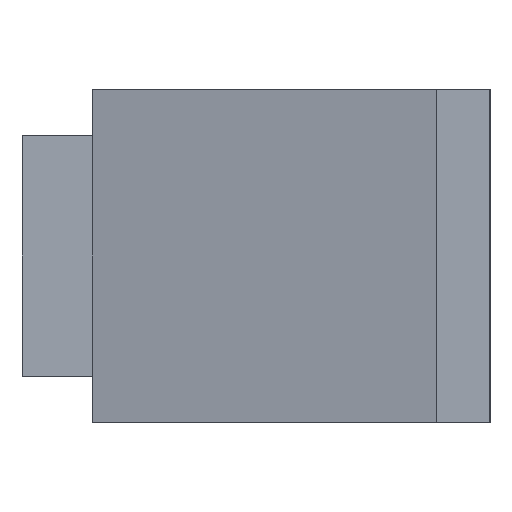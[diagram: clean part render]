
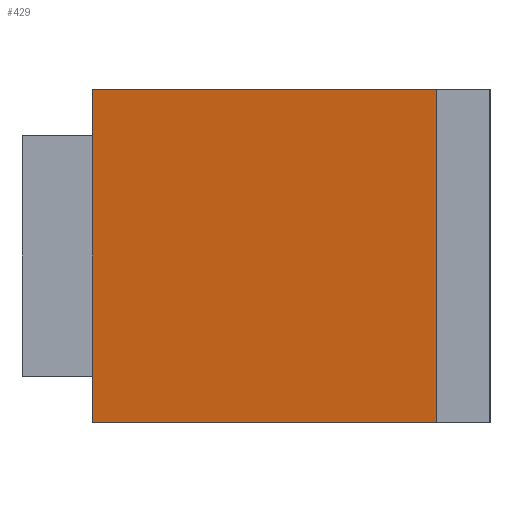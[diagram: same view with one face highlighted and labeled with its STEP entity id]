
A CAD part, left-side view. The second image highlights one B-rep face of the part: STEP entity #429.
In plain terms, the highlighted planar face has unit normal (-0.98, 0.198, 0).
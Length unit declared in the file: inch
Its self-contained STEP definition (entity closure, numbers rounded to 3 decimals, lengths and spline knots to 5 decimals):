
#10 = EDGE_CURVE ( 'NONE', #1238, #1075, #536, .T. ) ;
#77 = ORIENTED_EDGE ( 'NONE', *, *, #10, .T. ) ;
#97 = CARTESIAN_POINT ( 'NONE',  ( -0.8125, 1.075, 0.45 ) ) ;
#177 = EDGE_CURVE ( 'NONE', #1167, #1238, #454, .T. ) ;
#223 = AXIS2_PLACEMENT_3D ( 'NONE', #1011, #823, #533 ) ;
#318 = DIRECTION ( 'NONE',  ( 0., 0., -1. ) ) ;
#344 = CARTESIAN_POINT ( 'NONE',  ( -0.8125, 1.075, 0.45 ) ) ;
#358 = VERTEX_POINT ( 'NONE', #1070 ) ;
#361 = DIRECTION ( 'NONE',  ( 0., 0., -1. ) ) ;
#391 = CARTESIAN_POINT ( 'NONE',  ( -1., 0.145, -0.45 ) ) ;
#429 = ADVANCED_FACE ( 'NONE', ( #604 ), #501, .F. ) ;
#454 = LINE ( 'NONE', #840, #738 ) ;
#501 = PLANE ( 'NONE',  #223 ) ;
#503 = VECTOR ( 'NONE', #318, 39.37008 ) ;
#514 = EDGE_CURVE ( 'NONE', #358, #1075, #985, .T. ) ;
#533 = DIRECTION ( 'NONE',  ( 0.198, 0.98, 0. ) ) ;
#536 = LINE ( 'NONE', #727, #806 ) ;
#597 = EDGE_LOOP ( 'NONE', ( #77, #831, #816, #1148 ) ) ;
#604 = FACE_OUTER_BOUND ( 'NONE', #597, .T. ) ;
#727 = CARTESIAN_POINT ( 'NONE',  ( -0.8125, 1.075, -0.45 ) ) ;
#738 = VECTOR ( 'NONE', #361, 39.37008 ) ;
#784 = LINE ( 'NONE', #97, #1042 ) ;
#790 = CARTESIAN_POINT ( 'NONE',  ( -1., 0.145, 0.45 ) ) ;
#806 = VECTOR ( 'NONE', #1217, 39.37008 ) ;
#816 = ORIENTED_EDGE ( 'NONE', *, *, #835, .F. ) ;
#823 = DIRECTION ( 'NONE',  ( 0.98, -0.198, 0. ) ) ;
#831 = ORIENTED_EDGE ( 'NONE', *, *, #514, .F. ) ;
#835 = EDGE_CURVE ( 'NONE', #1167, #358, #784, .T. ) ;
#840 = CARTESIAN_POINT ( 'NONE',  ( -0.8125, 1.075, 0.45 ) ) ;
#879 = DIRECTION ( 'NONE',  ( -0.198, -0.98, 0. ) ) ;
#985 = LINE ( 'NONE', #790, #503 ) ;
#1011 = CARTESIAN_POINT ( 'NONE',  ( -0.8125, 1.075, 0.45 ) ) ;
#1042 = VECTOR ( 'NONE', #879, 39.37008 ) ;
#1051 = CARTESIAN_POINT ( 'NONE',  ( -0.8125, 1.075, -0.45 ) ) ;
#1070 = CARTESIAN_POINT ( 'NONE',  ( -1., 0.145, 0.45 ) ) ;
#1075 = VERTEX_POINT ( 'NONE', #391 ) ;
#1148 = ORIENTED_EDGE ( 'NONE', *, *, #177, .T. ) ;
#1167 = VERTEX_POINT ( 'NONE', #344 ) ;
#1217 = DIRECTION ( 'NONE',  ( -0.198, -0.98, 0. ) ) ;
#1238 = VERTEX_POINT ( 'NONE', #1051 ) ;
